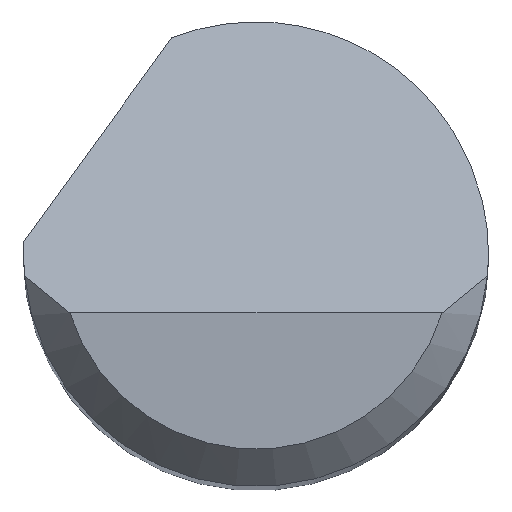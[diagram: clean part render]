
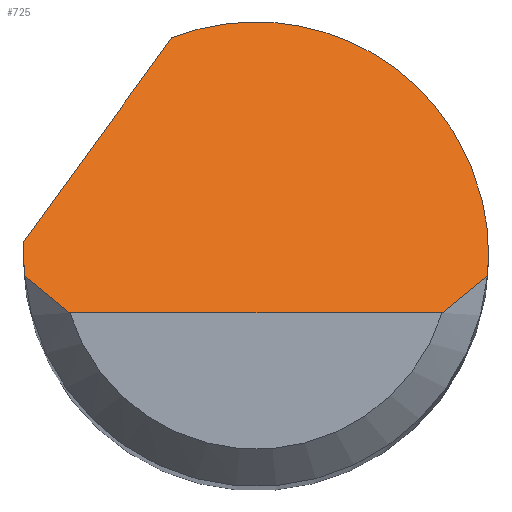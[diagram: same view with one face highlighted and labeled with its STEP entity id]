
A CAD part, top view. The second image highlights one B-rep face of the part: STEP entity #725.
In plain terms, the highlighted planar face has unit normal (0, 0.707, 0.707).
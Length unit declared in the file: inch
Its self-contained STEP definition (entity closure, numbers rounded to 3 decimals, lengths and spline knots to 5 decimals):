
#10 = CARTESIAN_POINT ( 'NONE',  ( 0.09334, -0.00875, 1.485 ) ) ;
#14 = ORIENTED_EDGE ( 'NONE', *, *, #556, .T. ) ;
#59 = CARTESIAN_POINT ( 'NONE',  ( 0.07508, -0.02375, 1.5 ) ) ;
#77 = CARTESIAN_POINT ( 'NONE',  ( -0.09361, -0.00584, 1.48209 ) ) ;
#82 =( BOUNDED_CURVE ( )  B_SPLINE_CURVE ( 3, ( #611, #77, #502, #511 ),
 .UNSPECIFIED., .F., .T. ) 
 B_SPLINE_CURVE_WITH_KNOTS ( ( 4, 4 ),
 ( 4.61892, 4.71239 ),
 .UNSPECIFIED. ) 
 CURVE ( )  GEOMETRIC_REPRESENTATION_ITEM ( )  RATIONAL_B_SPLINE_CURVE ( ( 1., 0.999, 0.999, 1. ) ) 
 REPRESENTATION_ITEM ( '' )  );
#93 = PLANE ( 'NONE',  #120 ) ;
#110 = ORIENTED_EDGE ( 'NONE', *, *, #455, .T. ) ;
#120 = AXIS2_PLACEMENT_3D ( 'NONE', #324, #668, #489 ) ;
#149 = EDGE_CURVE ( 'NONE', #617, #376, #500, .T. ) ;
#162 = ORIENTED_EDGE ( 'NONE', *, *, #766, .F. ) ;
#165 = CARTESIAN_POINT ( 'NONE',  ( -0.08157, -0.019, 1.49525 ) ) ;
#202 = VERTEX_POINT ( 'NONE', #251 ) ;
#229 = CARTESIAN_POINT ( 'NONE',  ( -0.07508, -0.02375, 1.5 ) ) ;
#230 = ORIENTED_EDGE ( 'NONE', *, *, #372, .F. ) ;
#236 = CARTESIAN_POINT ( 'NONE',  ( -0.09375, 0., 1.47625 ) ) ;
#240 = CARTESIAN_POINT ( 'NONE',  ( 0.09375, 0.07266, 1.40359 ) ) ;
#251 = CARTESIAN_POINT ( 'NONE',  ( 0.09334, -0.00875, 1.485 ) ) ;
#272 = CARTESIAN_POINT ( 'NONE',  ( -0.09375, 0.00167, 1.47458 ) ) ;
#275 =( BOUNDED_CURVE ( )  B_SPLINE_CURVE ( 3, ( #553, #272, #380, #742 ),
 .UNSPECIFIED., .F., .T. ) 
 B_SPLINE_CURVE_WITH_KNOTS ( ( 4, 4 ),
 ( 4.71239, 4.76575 ),
 .UNSPECIFIED. ) 
 CURVE ( )  GEOMETRIC_REPRESENTATION_ITEM ( )  RATIONAL_B_SPLINE_CURVE ( ( 1., 1., 1., 1. ) ) 
 REPRESENTATION_ITEM ( '' )  );
#310 = CARTESIAN_POINT ( 'NONE',  ( -0.09362, 0.005, 1.47125 ) ) ;
#324 = CARTESIAN_POINT ( 'NONE',  ( -0.09375, -0.02375, 1.5 ) ) ;
#338 = EDGE_CURVE ( 'NONE', #623, #202, #432, .T. ) ;
#351 = CARTESIAN_POINT ( 'NONE',  ( 0.03379, 0.11369, 1.36256 ) ) ;
#364 = CARTESIAN_POINT ( 'NONE',  ( -0.09334, -0.00875, 1.485 ) ) ;
#372 = EDGE_CURVE ( 'NONE', #617, #497, #82, .T. ) ;
#376 = VERTEX_POINT ( 'NONE', #749 ) ;
#380 = CARTESIAN_POINT ( 'NONE',  ( -0.09371, 0.00333, 1.47292 ) ) ;
#398 = FACE_OUTER_BOUND ( 'NONE', #561, .T. ) ;
#432 =( BOUNDED_CURVE ( )  B_SPLINE_CURVE ( 3, ( #669, #621, #437, #735 ),
 .UNSPECIFIED., .F., .T. ) 
 B_SPLINE_CURVE_WITH_KNOTS ( ( 4, 4 ),
 ( 1.5708, 1.66427 ),
 .UNSPECIFIED. ) 
 CURVE ( )  GEOMETRIC_REPRESENTATION_ITEM ( )  RATIONAL_B_SPLINE_CURVE ( ( 1., 0.999, 0.999, 1. ) ) 
 REPRESENTATION_ITEM ( '' )  );
#437 = CARTESIAN_POINT ( 'NONE',  ( 0.09361, -0.00584, 1.48209 ) ) ;
#455 = EDGE_CURVE ( 'NONE', #376, #650, #587, .T. ) ;
#466 = ORIENTED_EDGE ( 'NONE', *, *, #149, .T. ) ;
#467 = CARTESIAN_POINT ( 'NONE',  ( 0., -0.02375, 1.5 ) ) ;
#470 = ORIENTED_EDGE ( 'NONE', *, *, #338, .F. ) ;
#482 = LINE ( 'NONE', #537, #536 ) ;
#489 = DIRECTION ( 'NONE',  ( 0., 0.707, -0.707 ) ) ;
#497 = VERTEX_POINT ( 'NONE', #236 ) ;
#500 = B_SPLINE_CURVE_WITH_KNOTS ( 'NONE', 3,
 ( #694, #526, #165, #229 ),
 .UNSPECIFIED., .F., .F.,
 ( 4, 4 ),
 ( 0., 0.00071 ),
 .UNSPECIFIED. ) ;
#502 = CARTESIAN_POINT ( 'NONE',  ( -0.09375, -0.00292, 1.47917 ) ) ;
#504 = CARTESIAN_POINT ( 'NONE',  ( -0.03394, 0.08739, 1.38886 ) ) ;
#511 = CARTESIAN_POINT ( 'NONE',  ( -0.09375, 0., 1.47625 ) ) ;
#517 = DIRECTION ( 'NONE',  ( 1., 0., 0. ) ) ;
#526 = CARTESIAN_POINT ( 'NONE',  ( -0.08761, -0.01397, 1.49022 ) ) ;
#536 = VECTOR ( 'NONE', #660, 39.37008 ) ;
#537 = CARTESIAN_POINT ( 'NONE',  ( -0.11014, -0.01781, 1.49406 ) ) ;
#540 = EDGE_CURVE ( 'NONE', #714, #623, #614, .T. ) ;
#549 = ORIENTED_EDGE ( 'NONE', *, *, #540, .F. ) ;
#553 = CARTESIAN_POINT ( 'NONE',  ( -0.09375, 0., 1.47625 ) ) ;
#556 = EDGE_CURVE ( 'NONE', #650, #202, #678, .T. ) ;
#561 = EDGE_LOOP ( 'NONE', ( #110, #14, #470, #549, #609, #162, #230, #466 ) ) ;
#577 = CARTESIAN_POINT ( 'NONE',  ( 0.09375, 0., 1.47625 ) ) ;
#579 = VERTEX_POINT ( 'NONE', #310 ) ;
#580 = EDGE_CURVE ( 'NONE', #579, #714, #482, .T. ) ;
#587 = LINE ( 'NONE', #467, #748 ) ;
#604 = CARTESIAN_POINT ( 'NONE',  ( 0.07508, -0.02375, 1.5 ) ) ;
#609 = ORIENTED_EDGE ( 'NONE', *, *, #580, .F. ) ;
#611 = CARTESIAN_POINT ( 'NONE',  ( -0.09334, -0.00875, 1.485 ) ) ;
#614 =( BOUNDED_CURVE ( )  B_SPLINE_CURVE ( 3, ( #635, #351, #240, #577 ),
 .UNSPECIFIED., .F., .T. ) 
 B_SPLINE_CURVE_WITH_KNOTS ( ( 4, 4 ),
 ( 5.91277, 7.85398 ),
 .UNSPECIFIED. ) 
 CURVE ( )  GEOMETRIC_REPRESENTATION_ITEM ( )  RATIONAL_B_SPLINE_CURVE ( ( 1., 0.71, 0.71, 1. ) ) 
 REPRESENTATION_ITEM ( '' )  );
#617 = VERTEX_POINT ( 'NONE', #364 ) ;
#621 = CARTESIAN_POINT ( 'NONE',  ( 0.09375, -0.00292, 1.47917 ) ) ;
#623 = VERTEX_POINT ( 'NONE', #722 ) ;
#635 = CARTESIAN_POINT ( 'NONE',  ( -0.03394, 0.08739, 1.38886 ) ) ;
#650 = VERTEX_POINT ( 'NONE', #604 ) ;
#651 = CARTESIAN_POINT ( 'NONE',  ( 0.08157, -0.019, 1.49525 ) ) ;
#660 = DIRECTION ( 'NONE',  ( 0.456, 0.629, -0.629 ) ) ;
#668 = DIRECTION ( 'NONE',  ( 0., -0.707, -0.707 ) ) ;
#669 = CARTESIAN_POINT ( 'NONE',  ( 0.09375, 0., 1.47625 ) ) ;
#678 = B_SPLINE_CURVE_WITH_KNOTS ( 'NONE', 3,
 ( #59, #651, #768, #10 ),
 .UNSPECIFIED., .F., .F.,
 ( 4, 4 ),
 ( 0., 0.00071 ),
 .UNSPECIFIED. ) ;
#694 = CARTESIAN_POINT ( 'NONE',  ( -0.09334, -0.00875, 1.485 ) ) ;
#714 = VERTEX_POINT ( 'NONE', #504 ) ;
#722 = CARTESIAN_POINT ( 'NONE',  ( 0.09375, 0., 1.47625 ) ) ;
#725 = ADVANCED_FACE ( 'NONE', ( #398 ), #93, .F. ) ;
#735 = CARTESIAN_POINT ( 'NONE',  ( 0.09334, -0.00875, 1.485 ) ) ;
#742 = CARTESIAN_POINT ( 'NONE',  ( -0.09362, 0.005, 1.47125 ) ) ;
#748 = VECTOR ( 'NONE', #517, 39.37008 ) ;
#749 = CARTESIAN_POINT ( 'NONE',  ( -0.07508, -0.02375, 1.5 ) ) ;
#766 = EDGE_CURVE ( 'NONE', #497, #579, #275, .T. ) ;
#768 = CARTESIAN_POINT ( 'NONE',  ( 0.08761, -0.01397, 1.49022 ) ) ;
